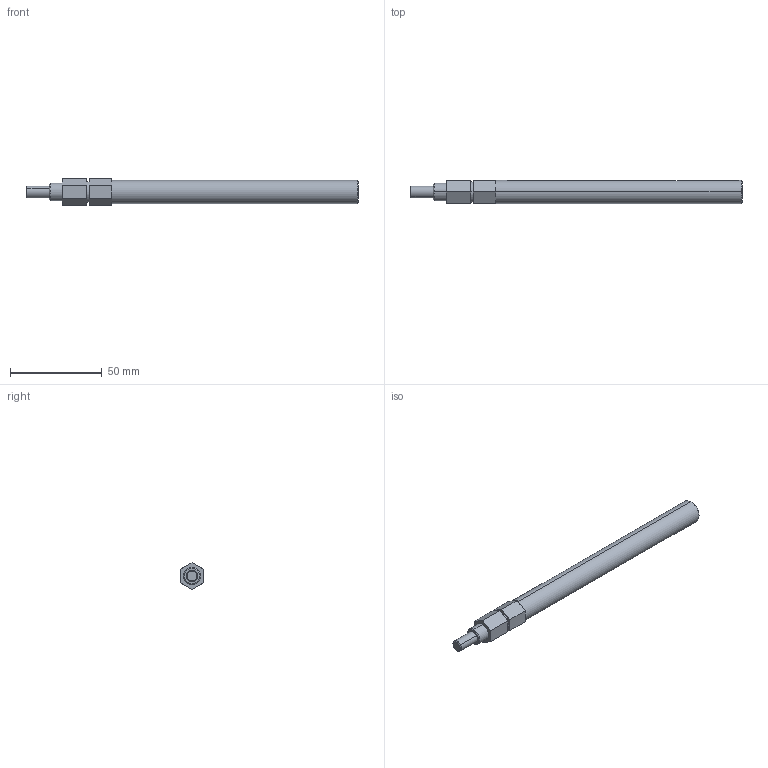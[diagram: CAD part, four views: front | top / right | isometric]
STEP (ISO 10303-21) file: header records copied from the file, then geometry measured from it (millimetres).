
FILE_DESCRIPTION (( 'STEP AP214' ), '1' );
FILE_NAME ('am-0211a Long Toughbox Keyed Shaft.STEP', '2017-05-30T20:41:13', ( '' ), ( '' ), 'SwSTEP 2.0', 'SolidWorks 2017', '' );
FILE_SCHEMA (( 'AUTOMOTIVE_DESIGN' ));
Length unit declared in the file: inch
Products named in the file (3): am-0211a Long Toughbox Keyed Shaft; 250x1000_dowel
Assembly tree (2 placements, depth 2):
  am-0211a Long Toughbox Keyed Shaft
    am-0211a Long Toughbox Keyed Shaft
    250x1000_dowel
Bounding box: 181.33 x 12.7 x 14.66 mm (x, y, z)
Volume: 20654 mm3; surface area: 8534.3 mm2
Topology: 2 solids, 2 shells, 54 faces, 120 edges, 72 vertices
Faces by surface type: plane 28, cylinder 14, cone 8, torus 4
Entity records: 1652 total; most frequent: CARTESIAN_POINT 297, DIRECTION 276, ORIENTED_EDGE 232, EDGE_CURVE 116, AXIS2_PLACEMENT_3D 103, VERTEX_POINT 72, LINE 70, VECTOR 70
